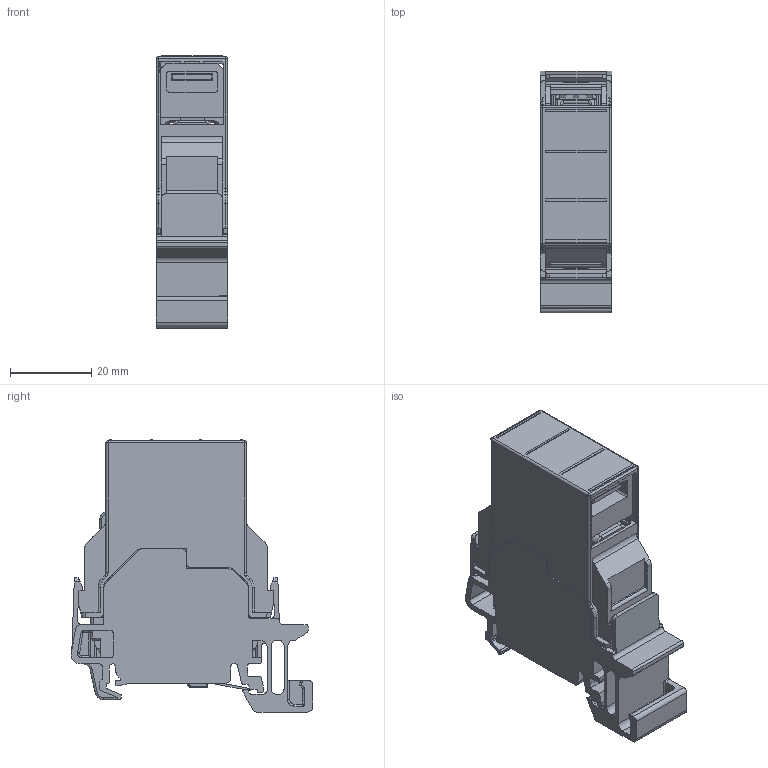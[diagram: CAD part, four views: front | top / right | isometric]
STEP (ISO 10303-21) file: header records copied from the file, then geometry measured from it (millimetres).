
FILE_DESCRIPTION(('CATIA V5 STEP Exchange','CAx-IF Rec.Pracs.--- Model Styling and Organization---1.5--- 2016-08-15','CAx-IF Rec.Pracs.---Supplemental Geometry---1.0---2011-11-01','CAx-IF Rec.Pracs.--- Composite Materials ---1.1---2010-07-15'),'2;1');
FILE_NAME ('013363-1_3', '2025-04-02T05:32:59+00:00', ('none'), ('Weidmueller'), 'CATIA Version 5-6 Release 2022 SP4 HF5', 'CATIA V5 STEP AP214 v3', 'none');
FILE_SCHEMA(('AUTOMOTIVE_DESIGN { 1 0 10303 214 1 1 1 1 }'));
Length unit declared in the file: millimetre
Products named in the file (1): 1438180000
Bounding box: 17.5 x 59.55 x 67.05 mm (x, y, z)
Volume: 32135.9 mm3; surface area: 31883.5 mm2
Topology: 1 solids, 1 shells, 1191 faces, 3379 edges, 2134 vertices
Faces by surface type: plane 727, cylinder 356, torus 48, cone 30, bspline 14, sphere 12, extrusion 4
Entity records: 41658 total; most frequent: CARTESIAN_POINT 11033, ORIENTED_EDGE 6710, DIRECTION 5196, EDGE_CURVE 3355, VECTOR 2534, LINE 2530, VERTEX_POINT 2134, AXIS2_PLACEMENT_3D 1513
